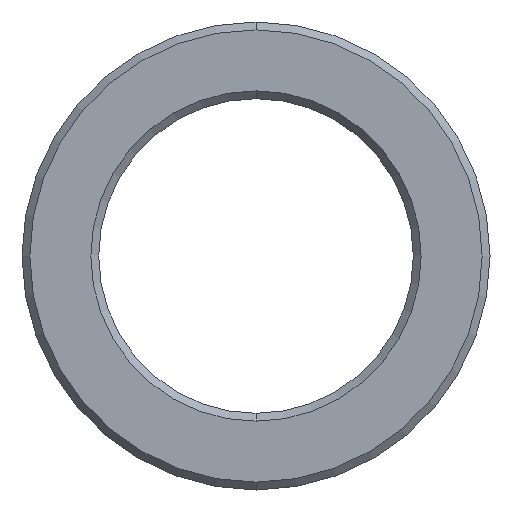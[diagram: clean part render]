
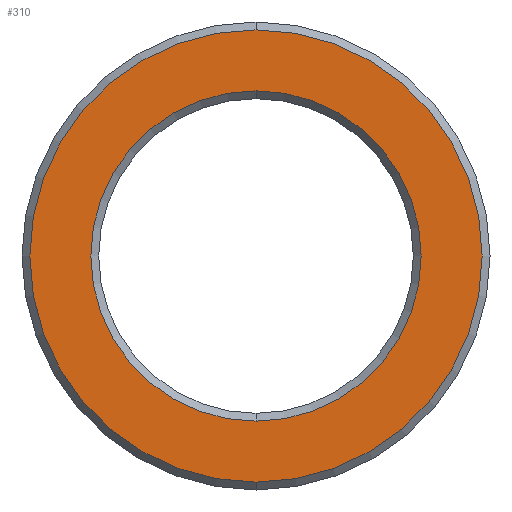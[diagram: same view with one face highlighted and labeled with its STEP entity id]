
A CAD part, front view. The second image highlights one B-rep face of the part: STEP entity #310.
In plain terms, the highlighted planar face has unit normal (0, -1, 0).
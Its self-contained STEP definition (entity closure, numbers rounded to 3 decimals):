
#16 = VERTEX_POINT ( 'NONE', #252 ) ;
#17 = AXIS2_PLACEMENT_3D ( 'NONE', #281, #204, #26 ) ;
#26 = DIRECTION ( 'NONE',  ( 0., 0., 1. ) ) ;
#45 = EDGE_CURVE ( 'NONE', #418, #192, #342, .T. ) ;
#46 = CARTESIAN_POINT ( 'NONE',  ( 0., -12., -2.1 ) ) ;
#47 = AXIS2_PLACEMENT_3D ( 'NONE', #274, #348, #168 ) ;
#73 = CARTESIAN_POINT ( 'NONE',  ( 0., -12., 2.1 ) ) ;
#83 = EDGE_LOOP ( 'NONE', ( #183, #255 ) ) ;
#94 = CIRCLE ( 'NONE', #17, 2.875 ) ;
#95 = CARTESIAN_POINT ( 'NONE',  ( 0., -12., -2.875 ) ) ;
#97 = AXIS2_PLACEMENT_3D ( 'NONE', #196, #438, #236 ) ;
#110 = AXIS2_PLACEMENT_3D ( 'NONE', #296, #300, #368 ) ;
#152 = EDGE_LOOP ( 'NONE', ( #266, #432 ) ) ;
#168 = DIRECTION ( 'NONE',  ( 0., 0., 1. ) ) ;
#173 = AXIS2_PLACEMENT_3D ( 'NONE', #315, #288, #388 ) ;
#183 = ORIENTED_EDGE ( 'NONE', *, *, #436, .T. ) ;
#192 = VERTEX_POINT ( 'NONE', #46 ) ;
#196 = CARTESIAN_POINT ( 'NONE',  ( 0., -12., 0. ) ) ;
#204 = DIRECTION ( 'NONE',  ( 0., -1., 0. ) ) ;
#228 = CIRCLE ( 'NONE', #173, 2.1 ) ;
#236 = DIRECTION ( 'NONE',  ( 0., 0., 1. ) ) ;
#252 = CARTESIAN_POINT ( 'NONE',  ( 0., -12., 2.875 ) ) ;
#254 = CIRCLE ( 'NONE', #47, 2.875 ) ;
#255 = ORIENTED_EDGE ( 'NONE', *, *, #45, .T. ) ;
#266 = ORIENTED_EDGE ( 'NONE', *, *, #376, .T. ) ;
#274 = CARTESIAN_POINT ( 'NONE',  ( 0., -12., 0. ) ) ;
#281 = CARTESIAN_POINT ( 'NONE',  ( 0., -12., 0. ) ) ;
#288 = DIRECTION ( 'NONE',  ( 0., 1., 0. ) ) ;
#296 = CARTESIAN_POINT ( 'NONE',  ( 0., -12., 0. ) ) ;
#300 = DIRECTION ( 'NONE',  ( 0., 1., 0. ) ) ;
#303 = EDGE_CURVE ( 'NONE', #347, #16, #254, .T. ) ;
#310 = ADVANCED_FACE ( 'NONE', ( #311, #396 ), #339, .F. ) ;
#311 = FACE_OUTER_BOUND ( 'NONE', #152, .T. ) ;
#315 = CARTESIAN_POINT ( 'NONE',  ( 0., -12., 0. ) ) ;
#339 = PLANE ( 'NONE',  #97 ) ;
#342 = CIRCLE ( 'NONE', #110, 2.1 ) ;
#347 = VERTEX_POINT ( 'NONE', #95 ) ;
#348 = DIRECTION ( 'NONE',  ( 0., -1., 0. ) ) ;
#368 = DIRECTION ( 'NONE',  ( 0., 0., 1. ) ) ;
#376 = EDGE_CURVE ( 'NONE', #16, #347, #94, .T. ) ;
#388 = DIRECTION ( 'NONE',  ( 0., 0., 1. ) ) ;
#396 = FACE_BOUND ( 'NONE', #83, .T. ) ;
#418 = VERTEX_POINT ( 'NONE', #73 ) ;
#432 = ORIENTED_EDGE ( 'NONE', *, *, #303, .T. ) ;
#436 = EDGE_CURVE ( 'NONE', #192, #418, #228, .T. ) ;
#438 = DIRECTION ( 'NONE',  ( 0., 1., 0. ) ) ;
